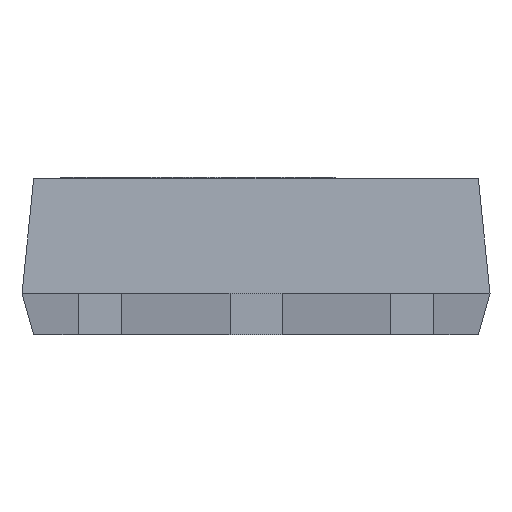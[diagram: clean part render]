
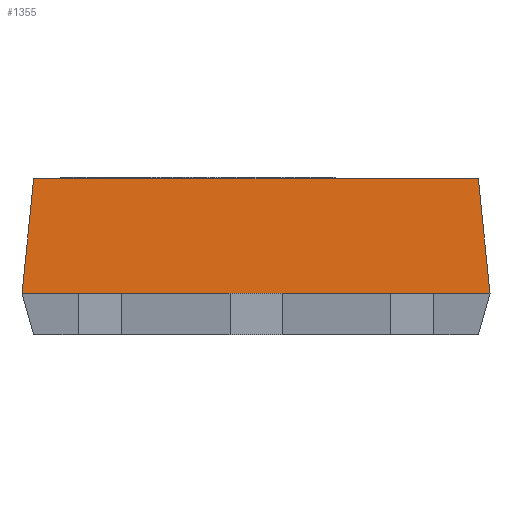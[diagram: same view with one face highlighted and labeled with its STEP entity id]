
A CAD part, front view. The second image highlights one B-rep face of the part: STEP entity #1355.
In plain terms, the highlighted free-form (B-spline) face has degree [1, 1] with [2, 2] control points.
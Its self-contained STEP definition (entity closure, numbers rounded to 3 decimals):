
#24 = VERTEX_POINT('',#25);
#25 = CARTESIAN_POINT('',(2.138,-1.161,1.5));
#31 = EDGE_CURVE('',#24,#32,#34,.T.);
#32 = VERTEX_POINT('',#33);
#33 = CARTESIAN_POINT('',(-2.138,-1.161,1.5));
#34 = LINE('',#35,#36);
#35 = CARTESIAN_POINT('',(2.138,-1.161,1.5));
#36 = VECTOR('',#37,1.);
#37 = DIRECTION('',(-1.,0.,0.));
#1292 = EDGE_CURVE('',#24,#1293,#1295,.T.);
#1293 = VERTEX_POINT('',#1294);
#1294 = CARTESIAN_POINT('',(2.25,-1.223,0.395));
#1295 = B_SPLINE_CURVE_WITH_KNOTS('',1,(#1296,#1297),.UNSPECIFIED.,.F.,
  .F.,(2,2),(0.,1.),.PIECEWISE_BEZIER_KNOTS.);
#1296 = CARTESIAN_POINT('',(2.138,-1.161,1.5));
#1297 = CARTESIAN_POINT('',(2.25,-1.223,0.395));
#1355 = ADVANCED_FACE('',(#1356),#1421,.T.);
#1356 = FACE_BOUND('',#1357,.T.);
#1357 = EDGE_LOOP('',(#1358,#1359,#1366,#1374,#1382,#1390,#1398,#1406,
    #1414,#1420));
#1358 = ORIENTED_EDGE('',*,*,#31,.T.);
#1359 = ORIENTED_EDGE('',*,*,#1360,.T.);
#1360 = EDGE_CURVE('',#32,#1361,#1363,.T.);
#1361 = VERTEX_POINT('',#1362);
#1362 = CARTESIAN_POINT('',(-2.25,-1.223,0.395));
#1363 = B_SPLINE_CURVE_WITH_KNOTS('',1,(#1364,#1365),.UNSPECIFIED.,.F.,
  .F.,(2,2),(0.,1.),.PIECEWISE_BEZIER_KNOTS.);
#1364 = CARTESIAN_POINT('',(-2.138,-1.161,1.5));
#1365 = CARTESIAN_POINT('',(-2.25,-1.223,0.395));
#1366 = ORIENTED_EDGE('',*,*,#1367,.F.);
#1367 = EDGE_CURVE('',#1368,#1361,#1370,.T.);
#1368 = VERTEX_POINT('',#1369);
#1369 = CARTESIAN_POINT('',(-1.71,-1.223,0.395));
#1370 = LINE('',#1371,#1372);
#1371 = CARTESIAN_POINT('',(2.25,-1.223,0.395));
#1372 = VECTOR('',#1373,1.);
#1373 = DIRECTION('',(-1.,0.,0.));
#1374 = ORIENTED_EDGE('',*,*,#1375,.F.);
#1375 = EDGE_CURVE('',#1376,#1368,#1378,.T.);
#1376 = VERTEX_POINT('',#1377);
#1377 = CARTESIAN_POINT('',(-1.29,-1.223,0.395));
#1378 = LINE('',#1379,#1380);
#1379 = CARTESIAN_POINT('',(2.25,-1.223,0.395));
#1380 = VECTOR('',#1381,1.);
#1381 = DIRECTION('',(-1.,0.,0.));
#1382 = ORIENTED_EDGE('',*,*,#1383,.F.);
#1383 = EDGE_CURVE('',#1384,#1376,#1386,.T.);
#1384 = VERTEX_POINT('',#1385);
#1385 = CARTESIAN_POINT('',(-0.25,-1.223,0.395));
#1386 = LINE('',#1387,#1388);
#1387 = CARTESIAN_POINT('',(2.25,-1.223,0.395));
#1388 = VECTOR('',#1389,1.);
#1389 = DIRECTION('',(-1.,0.,0.));
#1390 = ORIENTED_EDGE('',*,*,#1391,.F.);
#1391 = EDGE_CURVE('',#1392,#1384,#1394,.T.);
#1392 = VERTEX_POINT('',#1393);
#1393 = CARTESIAN_POINT('',(0.25,-1.223,0.395));
#1394 = LINE('',#1395,#1396);
#1395 = CARTESIAN_POINT('',(2.25,-1.223,0.395));
#1396 = VECTOR('',#1397,1.);
#1397 = DIRECTION('',(-1.,0.,0.));
#1398 = ORIENTED_EDGE('',*,*,#1399,.F.);
#1399 = EDGE_CURVE('',#1400,#1392,#1402,.T.);
#1400 = VERTEX_POINT('',#1401);
#1401 = CARTESIAN_POINT('',(1.29,-1.223,0.395));
#1402 = LINE('',#1403,#1404);
#1403 = CARTESIAN_POINT('',(2.25,-1.223,0.395));
#1404 = VECTOR('',#1405,1.);
#1405 = DIRECTION('',(-1.,0.,0.));
#1406 = ORIENTED_EDGE('',*,*,#1407,.F.);
#1407 = EDGE_CURVE('',#1408,#1400,#1410,.T.);
#1408 = VERTEX_POINT('',#1409);
#1409 = CARTESIAN_POINT('',(1.71,-1.223,0.395));
#1410 = LINE('',#1411,#1412);
#1411 = CARTESIAN_POINT('',(2.25,-1.223,0.395));
#1412 = VECTOR('',#1413,1.);
#1413 = DIRECTION('',(-1.,0.,0.));
#1414 = ORIENTED_EDGE('',*,*,#1415,.F.);
#1415 = EDGE_CURVE('',#1293,#1408,#1416,.T.);
#1416 = LINE('',#1417,#1418);
#1417 = CARTESIAN_POINT('',(2.25,-1.223,0.395));
#1418 = VECTOR('',#1419,1.);
#1419 = DIRECTION('',(-1.,0.,0.));
#1420 = ORIENTED_EDGE('',*,*,#1292,.F.);
#1421 = B_SPLINE_SURFACE_WITH_KNOTS('',1,1,(
    (#1422,#1423)
    ,(#1424,#1425
    )),.UNSPECIFIED.,.F.,.F.,.F.,(2,2),(2,2),(0.,4.5),(0.,1.),
  .PIECEWISE_BEZIER_KNOTS.);
#1422 = CARTESIAN_POINT('',(2.138,-1.161,1.5));
#1423 = CARTESIAN_POINT('',(2.25,-1.223,0.395));
#1424 = CARTESIAN_POINT('',(-2.138,-1.161,1.5));
#1425 = CARTESIAN_POINT('',(-2.25,-1.223,0.395));
